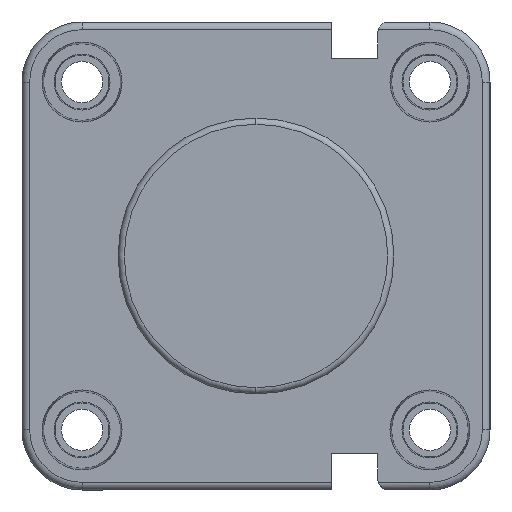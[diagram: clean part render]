
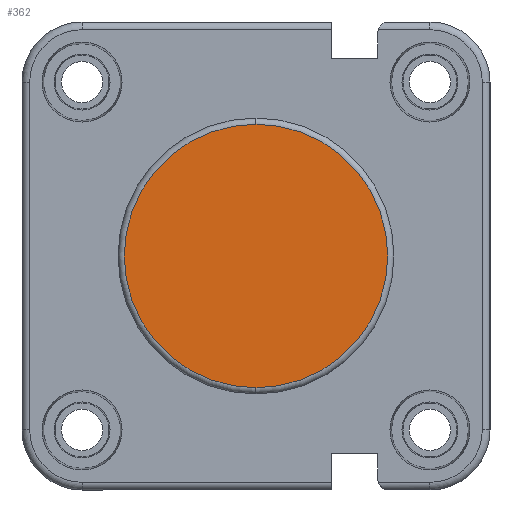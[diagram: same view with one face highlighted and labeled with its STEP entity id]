
A CAD part, left-side view. The second image highlights one B-rep face of the part: STEP entity #362.
In plain terms, the highlighted planar face has unit normal (-1, 0, 0).
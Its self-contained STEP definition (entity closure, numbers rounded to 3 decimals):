
#362 = ADVANCED_FACE ( 'NONE', ( #10103 ), #12879, .T. ) ;
#856 = DIRECTION ( 'NONE',  ( -1., 0., 0. ) ) ;
#1583 = VERTEX_POINT ( 'NONE', #15412 ) ;
#2949 = EDGE_CURVE ( 'NONE', #1583, #11124, #15957, .T. ) ;
#3331 = ORIENTED_EDGE ( 'NONE', *, *, #19886, .T. ) ;
#3673 = CARTESIAN_POINT ( 'NONE',  ( 0., 0., 0. ) ) ;
#4019 = CARTESIAN_POINT ( 'NONE',  ( 0., 0., 0. ) ) ;
#4164 = AXIS2_PLACEMENT_3D ( 'NONE', #11871, #13355, #16480 ) ;
#4249 = DIRECTION ( 'NONE',  ( 0., 0., 1. ) ) ;
#4757 = CARTESIAN_POINT ( 'NONE',  ( 0., 0., -21.4 ) ) ;
#10103 = FACE_OUTER_BOUND ( 'NONE', #17094, .T. ) ;
#10348 = DIRECTION ( 'NONE',  ( -1., 0., 0. ) ) ;
#11124 = VERTEX_POINT ( 'NONE', #4757 ) ;
#11523 = DIRECTION ( 'NONE',  ( 0., 0., 1. ) ) ;
#11871 = CARTESIAN_POINT ( 'NONE',  ( 0., 0., 0. ) ) ;
#12531 = ORIENTED_EDGE ( 'NONE', *, *, #2949, .T. ) ;
#12879 = PLANE ( 'NONE',  #19443 ) ;
#13355 = DIRECTION ( 'NONE',  ( -1., 0., 0. ) ) ;
#13467 = CIRCLE ( 'NONE', #4164, 21.4 ) ;
#15412 = CARTESIAN_POINT ( 'NONE',  ( 0., 0., 21.4 ) ) ;
#15957 = CIRCLE ( 'NONE', #16669, 21.4 ) ;
#16480 = DIRECTION ( 'NONE',  ( 0., 0., 1. ) ) ;
#16669 = AXIS2_PLACEMENT_3D ( 'NONE', #4019, #856, #11523 ) ;
#17094 = EDGE_LOOP ( 'NONE', ( #12531, #3331 ) ) ;
#19443 = AXIS2_PLACEMENT_3D ( 'NONE', #3673, #10348, #4249 ) ;
#19886 = EDGE_CURVE ( 'NONE', #11124, #1583, #13467, .T. ) ;
